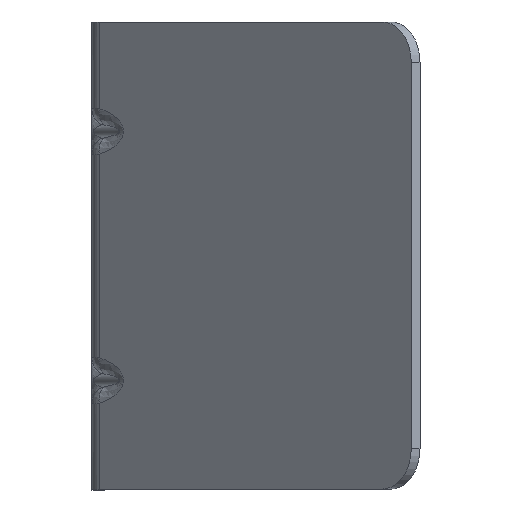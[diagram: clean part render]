
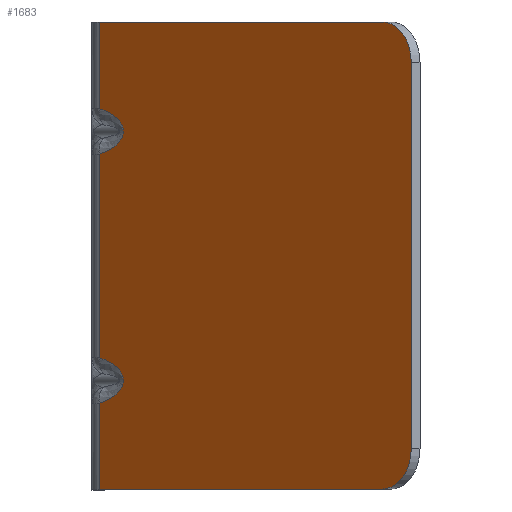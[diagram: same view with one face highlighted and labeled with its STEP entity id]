
A CAD part, top view. The second image highlights one B-rep face of the part: STEP entity #1683.
In plain terms, the highlighted planar face has unit normal (-0.707, 0, 0.707).
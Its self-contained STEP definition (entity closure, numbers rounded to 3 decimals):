
#35=CARTESIAN_POINT('',(17.169,31.,96.669));
#36=DIRECTION('',(-0.707,0.,0.707));
#37=DIRECTION('',(0.707,0.,0.707));
#38=AXIS2_PLACEMENT_3D('',#35,#36,#37);
#44=DIRECTION('',(0.,1.,0.));
#45=VECTOR('',#44,62.);
#46=CARTESIAN_POINT('',(21.765,-31.,101.265));
#47=LINE('',#46,#45);
#51=CARTESIAN_POINT('',(17.169,-31.,96.669));
#52=DIRECTION('',(-0.707,0.,0.707));
#53=DIRECTION('',(0.,-1.,0.));
#54=AXIS2_PLACEMENT_3D('',#51,#52,#53);
#59=DIRECTION('',(0.707,0.,0.707));
#60=VECTOR('',#59,64.343);
#61=CARTESIAN_POINT('',(-28.328,-37.5,51.172));
#62=LINE('',#61,#60);
#66=CARTESIAN_POINT('',(-28.328,-23.663,51.172));
#67=CARTESIAN_POINT('',(-28.044,-23.572,51.456));
#68=CARTESIAN_POINT('',(-27.506,-23.375,51.994));
#69=CARTESIAN_POINT('',(-26.789,-23.036,52.711));
#70=CARTESIAN_POINT('',(-26.158,-22.657,53.342));
#71=CARTESIAN_POINT('',(-25.615,-22.239,53.885));
#72=CARTESIAN_POINT('',(-25.161,-21.783,54.339));
#73=CARTESIAN_POINT('',(-24.807,-21.289,54.693));
#74=CARTESIAN_POINT('',(-24.565,-20.765,54.935));
#75=CARTESIAN_POINT('',(-24.453,-20.243,55.047));
#76=CARTESIAN_POINT('',(-24.454,-19.752,55.046));
#77=CARTESIAN_POINT('',(-24.567,-19.23,54.933));
#78=CARTESIAN_POINT('',(-24.809,-18.706,54.691));
#79=CARTESIAN_POINT('',(-25.164,-18.214,54.336));
#80=CARTESIAN_POINT('',(-25.618,-17.758,53.882));
#81=CARTESIAN_POINT('',(-26.161,-17.341,53.339));
#82=CARTESIAN_POINT('',(-26.791,-16.963,52.709));
#83=CARTESIAN_POINT('',(-27.508,-16.625,51.992));
#84=CARTESIAN_POINT('',(-28.045,-16.428,51.455));
#85=CARTESIAN_POINT('',(-28.328,-16.337,51.172));
#90=CARTESIAN_POINT('',(-28.328,16.337,51.172));
#91=CARTESIAN_POINT('',(-28.044,16.428,51.456));
#92=CARTESIAN_POINT('',(-27.506,16.625,51.994));
#93=CARTESIAN_POINT('',(-26.789,16.964,52.711));
#94=CARTESIAN_POINT('',(-26.158,17.343,53.342));
#95=CARTESIAN_POINT('',(-25.615,17.761,53.885));
#96=CARTESIAN_POINT('',(-25.161,18.217,54.339));
#97=CARTESIAN_POINT('',(-24.807,18.711,54.693));
#98=CARTESIAN_POINT('',(-24.565,19.235,54.935));
#99=CARTESIAN_POINT('',(-24.453,19.757,55.047));
#100=CARTESIAN_POINT('',(-24.454,20.248,55.046));
#101=CARTESIAN_POINT('',(-24.567,20.77,54.933));
#102=CARTESIAN_POINT('',(-24.809,21.294,54.691));
#103=CARTESIAN_POINT('',(-25.164,21.786,54.336));
#104=CARTESIAN_POINT('',(-25.618,22.242,53.882));
#105=CARTESIAN_POINT('',(-26.161,22.659,53.339));
#106=CARTESIAN_POINT('',(-26.791,23.037,52.709));
#107=CARTESIAN_POINT('',(-27.508,23.375,51.992));
#108=CARTESIAN_POINT('',(-28.045,23.572,51.455));
#109=CARTESIAN_POINT('',(-28.328,23.663,51.172));
#114=DIRECTION('',(-0.707,0.,-0.707));
#115=VECTOR('',#114,64.343);
#116=CARTESIAN_POINT('',(17.169,37.5,96.669));
#117=LINE('',#116,#115);
#168=DIRECTION('',(0.,-1.,0.));
#169=VECTOR('',#168,13.837);
#170=CARTESIAN_POINT('',(-28.328,37.5,51.172));
#171=LINE('',#170,#169);
#186=DIRECTION('',(0.,-1.,0.));
#187=VECTOR('',#186,13.837);
#188=CARTESIAN_POINT('',(-28.328,-23.663,51.172));
#189=LINE('',#188,#187);
#237=DIRECTION('',(0.,-1.,0.));
#238=VECTOR('',#237,32.675);
#239=CARTESIAN_POINT('',(-28.328,16.337,51.172));
#240=LINE('',#239,#238);
#1528=CARTESIAN_POINT('',(-28.328,-37.5,51.172));
#1530=VERTEX_POINT('',#1528);
#1532=CARTESIAN_POINT('',(-28.328,37.5,51.172));
#1534=VERTEX_POINT('',#1532);
#1560=CARTESIAN_POINT('',(21.765,31.,101.265));
#1561=CARTESIAN_POINT('',(17.169,37.5,96.669));
#1562=VERTEX_POINT('',#1560);
#1563=VERTEX_POINT('',#1561);
#1568=CARTESIAN_POINT('',(17.169,-37.5,96.669));
#1569=CARTESIAN_POINT('',(21.765,-31.,101.265));
#1570=VERTEX_POINT('',#1568);
#1571=VERTEX_POINT('',#1569);
#1598=VERTEX_POINT('',#90);
#1599=VERTEX_POINT('',#109);
#1614=VERTEX_POINT('',#66);
#1615=VERTEX_POINT('',#85);
#1656=CARTESIAN_POINT('',(-29.5,-19.68,50.));
#1657=DIRECTION('',(-0.707,0.,0.707));
#1658=DIRECTION('',(0.,-1.,0.));
#1659=AXIS2_PLACEMENT_3D('',#1656,#1657,#1658);
#1660=PLANE('',#1659);
#1662=ORIENTED_EDGE('',*,*,#1661,.F.);
#1664=ORIENTED_EDGE('',*,*,#1663,.F.);
#1666=ORIENTED_EDGE('',*,*,#1665,.F.);
#1668=ORIENTED_EDGE('',*,*,#1667,.F.);
#1670=ORIENTED_EDGE('',*,*,#1669,.F.);
#1672=ORIENTED_EDGE('',*,*,#1671,.T.);
#1674=ORIENTED_EDGE('',*,*,#1673,.F.);
#1676=ORIENTED_EDGE('',*,*,#1675,.T.);
#1678=ORIENTED_EDGE('',*,*,#1677,.F.);
#1680=ORIENTED_EDGE('',*,*,#1679,.F.);
#1681=EDGE_LOOP('',(#1662,#1664,#1666,#1668,#1670,#1672,#1674,#1676,#1678,
#1680));
#1682=FACE_OUTER_BOUND('',#1681,.F.);
#1683=ADVANCED_FACE('',(#1682),#1660,.T.);
#39=CIRCLE('',#38,6.5);
#55=CIRCLE('',#54,6.5);
#86=B_SPLINE_CURVE_WITH_KNOTS('',3,(#66,#67,#68,#69,#70,#71,#72,#73,#74,#75,#76,
#77,#78,#79,#80,#81,#82,#83,#84,#85),.UNSPECIFIED.,.F.,.F.,(4,1,1,1,1,1,1,1,1,1,
1,1,1,1,1,1,1,4),(0.,0.059,0.118,0.176,
0.235,0.294,0.353,0.412,
0.471,0.529,0.588,0.647,
0.706,0.765,0.824,0.882,
0.941,1.),.UNSPECIFIED.);
#110=B_SPLINE_CURVE_WITH_KNOTS('',3,(#90,#91,#92,#93,#94,#95,#96,#97,#98,#99,
#100,#101,#102,#103,#104,#105,#106,#107,#108,#109),.UNSPECIFIED.,.F.,.F.,(4,1,1,
1,1,1,1,1,1,1,1,1,1,1,1,1,1,4),(0.,0.059,0.118,
0.176,0.235,0.294,0.353,
0.412,0.471,0.529,0.588,
0.647,0.706,0.765,0.824,
0.882,0.941,1.),.UNSPECIFIED.);
#1661=EDGE_CURVE('',#1562,#1563,#39,.T.);
#1663=EDGE_CURVE('',#1571,#1562,#47,.T.);
#1665=EDGE_CURVE('',#1570,#1571,#55,.T.);
#1667=EDGE_CURVE('',#1530,#1570,#62,.T.);
#1669=EDGE_CURVE('',#1614,#1530,#189,.T.);
#1671=EDGE_CURVE('',#1614,#1615,#86,.T.);
#1673=EDGE_CURVE('',#1598,#1615,#240,.T.);
#1675=EDGE_CURVE('',#1598,#1599,#110,.T.);
#1677=EDGE_CURVE('',#1534,#1599,#171,.T.);
#1679=EDGE_CURVE('',#1563,#1534,#117,.T.);
